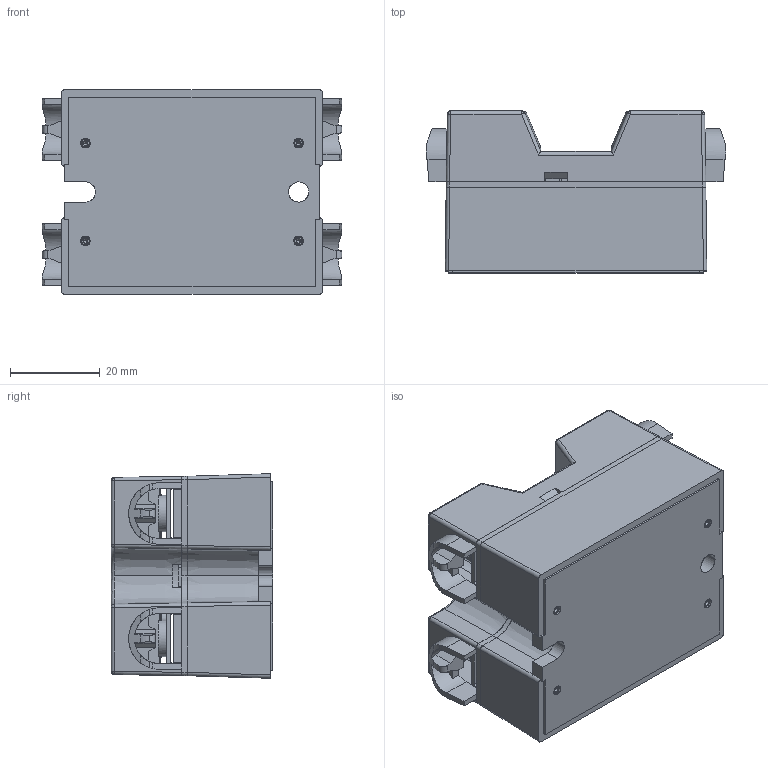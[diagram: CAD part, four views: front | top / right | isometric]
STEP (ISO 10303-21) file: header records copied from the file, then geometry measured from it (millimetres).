
FILE_DESCRIPTION (( 'STEP AP214' ), '1' );
FILE_NAME ('104806.STEP', '2016-12-12T17:15:10', ( '' ), ( '' ), 'SwSTEP 2.0', 'SolidWorks 2015', '' );
FILE_SCHEMA (( 'AUTOMOTIVE_DESIGN' ));
Length unit declared in the file: inch
Products named in the file (1): 104806
Bounding box: 66.93 x 36.2 x 45.72 mm (x, y, z)
Surface area: 24850.3 mm2 (no closed solid volume)
Topology: 0 solids, 535 shells, 535 faces, 3225 edges, 3193 vertices
Faces by surface type: plane 289, cylinder 148, cone 57, bspline 41
Entity records: 45080 total; most frequent: CARTESIAN_POINT 16066, DIRECTION 3704, EDGE_CURVE 3193, ORIENTED_EDGE 3193, VERTEX_POINT 3193, LINE 2104, VECTOR 2104, AXIS2_PLACEMENT_3D 800
